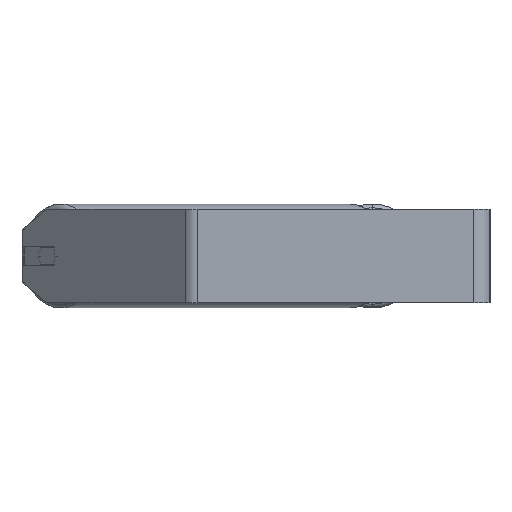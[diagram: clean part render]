
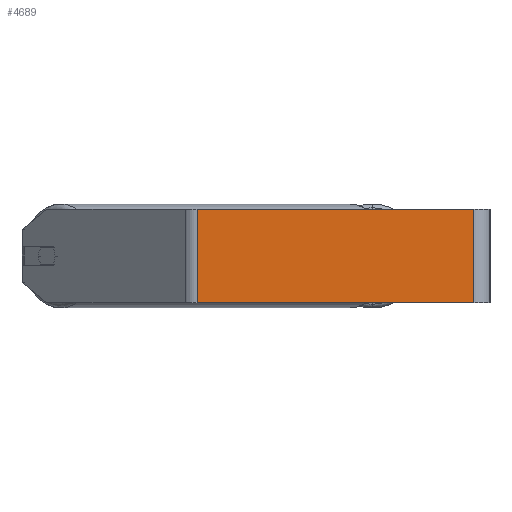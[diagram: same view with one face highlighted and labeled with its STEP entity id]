
A CAD part, left-side view. The second image highlights one B-rep face of the part: STEP entity #4689.
In plain terms, the highlighted planar face has unit normal (-1, 0, 0).
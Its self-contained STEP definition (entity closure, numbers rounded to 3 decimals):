
#48 = VERTEX_POINT ( 'NONE', #171 ) ;
#131 = EDGE_CURVE ( 'NONE', #3097, #1160, #430, .T. ) ;
#171 = CARTESIAN_POINT ( 'NONE',  ( -605., 14., 40. ) ) ;
#331 = LINE ( 'NONE', #3746, #8609 ) ;
#402 = ORIENTED_EDGE ( 'NONE', *, *, #131, .T. ) ;
#430 = LINE ( 'NONE', #5864, #1921 ) ;
#543 = EDGE_LOOP ( 'NONE', ( #5844, #5280, #6395, #402 ) ) ;
#960 = CARTESIAN_POINT ( 'NONE',  ( -605., 250.916, 40. ) ) ;
#1127 = FACE_OUTER_BOUND ( 'NONE', #543, .T. ) ;
#1160 = VERTEX_POINT ( 'NONE', #1201 ) ;
#1201 = CARTESIAN_POINT ( 'NONE',  ( -605., 250.916, -40. ) ) ;
#1214 = CARTESIAN_POINT ( 'NONE',  ( -605., 256.715, -40. ) ) ;
#1877 = LINE ( 'NONE', #6643, #2989 ) ;
#1891 = LINE ( 'NONE', #1214, #6169 ) ;
#1921 = VECTOR ( 'NONE', #3134, 1000. ) ;
#2459 = DIRECTION ( 'NONE',  ( 1., 0., 0. ) ) ;
#2989 = VECTOR ( 'NONE', #7308, 1000. ) ;
#3097 = VERTEX_POINT ( 'NONE', #960 ) ;
#3134 = DIRECTION ( 'NONE',  ( 0., 0., -1. ) ) ;
#3238 = VERTEX_POINT ( 'NONE', #7233 ) ;
#3272 = EDGE_CURVE ( 'NONE', #1160, #3238, #1891, .T. ) ;
#3746 = CARTESIAN_POINT ( 'NONE',  ( -605., 256.715, 40. ) ) ;
#3919 = CARTESIAN_POINT ( 'NONE',  ( -605., 256.715, 40. ) ) ;
#4226 = AXIS2_PLACEMENT_3D ( 'NONE', #3919, #2459, #4620 ) ;
#4450 = DIRECTION ( 'NONE',  ( 0., -1., 0. ) ) ;
#4538 = PLANE ( 'NONE',  #4226 ) ;
#4620 = DIRECTION ( 'NONE',  ( 0., 0., -1. ) ) ;
#4689 = ADVANCED_FACE ( 'NONE', ( #1127 ), #4538, .F. ) ;
#5280 = ORIENTED_EDGE ( 'NONE', *, *, #8578, .F. ) ;
#5844 = ORIENTED_EDGE ( 'NONE', *, *, #3272, .T. ) ;
#5864 = CARTESIAN_POINT ( 'NONE',  ( -605., 250.916, 40. ) ) ;
#5991 = EDGE_CURVE ( 'NONE', #3097, #48, #331, .T. ) ;
#6169 = VECTOR ( 'NONE', #4450, 1000. ) ;
#6395 = ORIENTED_EDGE ( 'NONE', *, *, #5991, .F. ) ;
#6492 = DIRECTION ( 'NONE',  ( 0., -1., 0. ) ) ;
#6643 = CARTESIAN_POINT ( 'NONE',  ( -605., 14., 40. ) ) ;
#7233 = CARTESIAN_POINT ( 'NONE',  ( -605., 14., -40. ) ) ;
#7308 = DIRECTION ( 'NONE',  ( 0., 0., -1. ) ) ;
#8578 = EDGE_CURVE ( 'NONE', #48, #3238, #1877, .T. ) ;
#8609 = VECTOR ( 'NONE', #6492, 1000. ) ;
